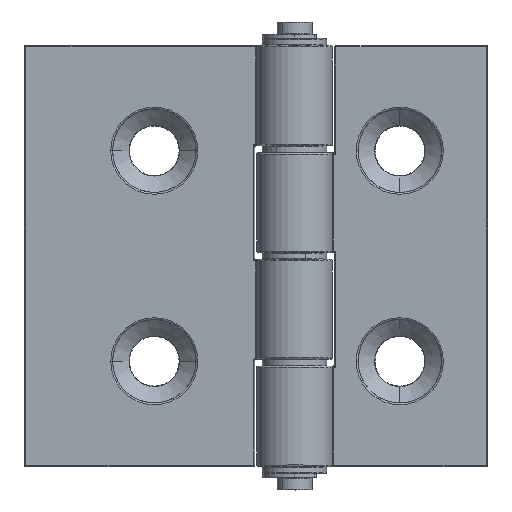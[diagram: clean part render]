
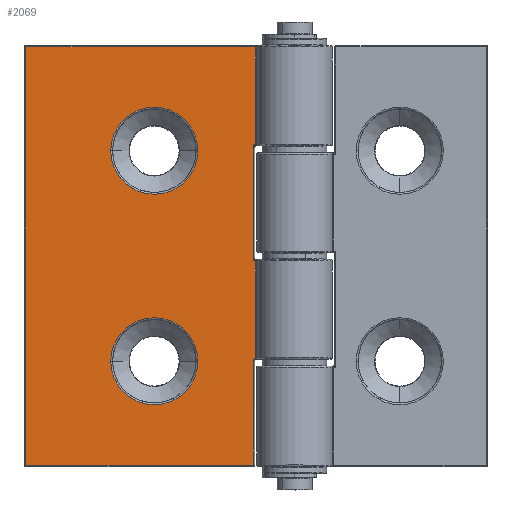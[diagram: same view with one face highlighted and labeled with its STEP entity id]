
A CAD part, top view. The second image highlights one B-rep face of the part: STEP entity #2069.
In plain terms, the highlighted planar face has unit normal (0, 0, 1).
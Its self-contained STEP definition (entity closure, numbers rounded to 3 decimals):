
#1451 = VERTEX_POINT ( 'NONE', #5812 ) ;
#1460 = VERTEX_POINT ( 'NONE', #5870 ) ;
#1510 = VERTEX_POINT ( 'NONE', #5962 ) ;
#1512 = EDGE_CURVE ( 'NONE', #1510, #1525, #5945, .T. ) ;
#1525 = VERTEX_POINT ( 'NONE', #6031 ) ;
#1526 = EDGE_CURVE ( 'NONE', #1460, #1451, #5978, .T. ) ;
#1617 = VERTEX_POINT ( 'NONE', #6171 ) ;
#1985 = EDGE_LOOP ( 'NONE', ( #1987, #1991, #2048, #2050, #1989, #2047, #2031, #2035, #2039, #2034, #2033 ) ) ;
#1986 = VERTEX_POINT ( 'NONE', #6903 ) ;
#1987 = ORIENTED_EDGE ( 'NONE', *, *, #2064, .T. ) ;
#1988 = VERTEX_POINT ( 'NONE', #6902 ) ;
#1989 = ORIENTED_EDGE ( 'NONE', *, *, #2051, .F. ) ;
#1990 = VERTEX_POINT ( 'NONE', #6915 ) ;
#1991 = ORIENTED_EDGE ( 'NONE', *, *, #2061, .T. ) ;
#2031 = ORIENTED_EDGE ( 'NONE', *, *, #2055, .T. ) ;
#2032 = EDGE_CURVE ( 'NONE', #2058, #2057, #6962, .T. ) ;
#2033 = ORIENTED_EDGE ( 'NONE', *, *, #2042, .T. ) ;
#2034 = ORIENTED_EDGE ( 'NONE', *, *, #2040, .T. ) ;
#2035 = ORIENTED_EDGE ( 'NONE', *, *, #2032, .T. ) ;
#2036 = EDGE_CURVE ( 'NONE', #2057, #2053, #7015, .T. ) ;
#2038 = EDGE_LOOP ( 'NONE', ( #2045, #2046 ) ) ;
#2039 = ORIENTED_EDGE ( 'NONE', *, *, #2036, .T. ) ;
#2040 = EDGE_CURVE ( 'NONE', #2053, #1617, #6968, .T. ) ;
#2041 = EDGE_CURVE ( 'NONE', #1525, #1510, #7008, .T. ) ;
#2042 = EDGE_CURVE ( 'NONE', #1617, #2067, #6998, .T. ) ;
#2043 = EDGE_CURVE ( 'NONE', #1451, #1460, #7005, .T. ) ;
#2045 = ORIENTED_EDGE ( 'NONE', *, *, #1512, .T. ) ;
#2046 = ORIENTED_EDGE ( 'NONE', *, *, #2041, .T. ) ;
#2047 = ORIENTED_EDGE ( 'NONE', *, *, #2054, .T. ) ;
#2048 = ORIENTED_EDGE ( 'NONE', *, *, #2059, .T. ) ;
#2049 = EDGE_CURVE ( 'NONE', #1990, #1986, #7039, .T. ) ;
#2050 = ORIENTED_EDGE ( 'NONE', *, *, #2049, .F. ) ;
#2051 = EDGE_CURVE ( 'NONE', #1988, #1990, #7023, .T. ) ;
#2052 = VERTEX_POINT ( 'NONE', #7025 ) ;
#2053 = VERTEX_POINT ( 'NONE', #7038 ) ;
#2054 = EDGE_CURVE ( 'NONE', #1988, #2052, #7037, .T. ) ;
#2055 = EDGE_CURVE ( 'NONE', #2052, #2058, #7073, .T. ) ;
#2057 = VERTEX_POINT ( 'NONE', #7068 ) ;
#2058 = VERTEX_POINT ( 'NONE', #7067 ) ;
#2059 = EDGE_CURVE ( 'NONE', #2063, #1986, #7059, .T. ) ;
#2061 = EDGE_CURVE ( 'NONE', #2068, #2063, #7060, .T. ) ;
#2063 = VERTEX_POINT ( 'NONE', #7063 ) ;
#2064 = EDGE_CURVE ( 'NONE', #2067, #2068, #7050, .T. ) ;
#2066 = EDGE_LOOP ( 'NONE', ( #2106, #2107 ) ) ;
#2067 = VERTEX_POINT ( 'NONE', #7040 ) ;
#2068 = VERTEX_POINT ( 'NONE', #7051 ) ;
#2069 = ADVANCED_FACE ( 'NONE', ( #7105, #7047, #7107 ), #7106, .F. ) ;
#2106 = ORIENTED_EDGE ( 'NONE', *, *, #1526, .T. ) ;
#2107 = ORIENTED_EDGE ( 'NONE', *, *, #2043, .T. ) ;
#5812 = CARTESIAN_POINT ( 'NONE',  ( -19.2, 15., 5.2 ) ) ;
#5870 = CARTESIAN_POINT ( 'NONE',  ( -31.6, 15., 5.2 ) ) ;
#5944 = AXIS2_PLACEMENT_3D ( 'NONE', #5952, #6004, #6003 ) ;
#5945 = CIRCLE ( 'NONE', #5944, 6.2 ) ;
#5952 = CARTESIAN_POINT ( 'NONE',  ( -25.4, 45., 5.2 ) ) ;
#5962 = CARTESIAN_POINT ( 'NONE',  ( -31.6, 45., 5.2 ) ) ;
#5978 = CIRCLE ( 'NONE', #5985, 6.2 ) ;
#5985 = AXIS2_PLACEMENT_3D ( 'NONE', #6024, #6023, #6022 ) ;
#6003 = DIRECTION ( 'NONE',  ( -1., 0., 0. ) ) ;
#6004 = DIRECTION ( 'NONE',  ( 0., 0., -1. ) ) ;
#6022 = DIRECTION ( 'NONE',  ( -1., 0., 0. ) ) ;
#6023 = DIRECTION ( 'NONE',  ( 0., 0., -1. ) ) ;
#6024 = CARTESIAN_POINT ( 'NONE',  ( -25.4, 15., 5.2 ) ) ;
#6031 = CARTESIAN_POINT ( 'NONE',  ( -19.2, 45., 5.2 ) ) ;
#6171 = CARTESIAN_POINT ( 'NONE',  ( -10.978, 59.8, 5.2 ) ) ;
#6902 = CARTESIAN_POINT ( 'NONE',  ( -10.978, 15.5, 5.2 ) ) ;
#6903 = CARTESIAN_POINT ( 'NONE',  ( -11.3, 15.1, 5.2 ) ) ;
#6915 = CARTESIAN_POINT ( 'NONE',  ( -11.198, 15.262, 5.2 ) ) ;
#6927 = CARTESIAN_POINT ( 'NONE',  ( -25.4, 45., 5.2 ) ) ;
#6962 = LINE ( 'NONE', #7012, #7011 ) ;
#6967 = CARTESIAN_POINT ( 'NONE',  ( -10.978, 60., 5.2 ) ) ;
#6968 = LINE ( 'NONE', #6967, #7004 ) ;
#6985 = DIRECTION ( 'NONE',  ( -1., 0., 0. ) ) ;
#6986 = DIRECTION ( 'NONE',  ( 0., 0., -1. ) ) ;
#6991 = DIRECTION ( 'NONE',  ( -1., 0., 0. ) ) ;
#6992 = VECTOR ( 'NONE', #6991, 1000. ) ;
#6995 = DIRECTION ( 'NONE',  ( -1., 0., 0. ) ) ;
#6996 = DIRECTION ( 'NONE',  ( 0., 0., -1. ) ) ;
#6997 = CARTESIAN_POINT ( 'NONE',  ( -43.9, 59.8, 5.2 ) ) ;
#6998 = LINE ( 'NONE', #6997, #6992 ) ;
#7000 = CARTESIAN_POINT ( 'NONE',  ( -25.4, 15., 5.2 ) ) ;
#7003 = DIRECTION ( 'NONE',  ( 0., 1., 0. ) ) ;
#7004 = VECTOR ( 'NONE', #7003, 1000. ) ;
#7005 = CIRCLE ( 'NONE', #7007, 6.2 ) ;
#7006 = VECTOR ( 'NONE', #7013, 1000. ) ;
#7007 = AXIS2_PLACEMENT_3D ( 'NONE', #7000, #6986, #6985 ) ;
#7008 = CIRCLE ( 'NONE', #7009, 6.2 ) ;
#7009 = AXIS2_PLACEMENT_3D ( 'NONE', #6927, #6996, #6995 ) ;
#7010 = DIRECTION ( 'NONE',  ( 0., 1., 0. ) ) ;
#7011 = VECTOR ( 'NONE', #7010, 1000. ) ;
#7012 = CARTESIAN_POINT ( 'NONE',  ( -11.3, 60., 5.2 ) ) ;
#7013 = DIRECTION ( 'NONE',  ( 1., 0., 0. ) ) ;
#7014 = CARTESIAN_POINT ( 'NONE',  ( -43.9, 45.9, 5.2 ) ) ;
#7015 = LINE ( 'NONE', #7014, #7006 ) ;
#7016 = CARTESIAN_POINT ( 'NONE',  ( -11.175, 15.277, 5.2 ) ) ;
#7017 = CARTESIAN_POINT ( 'NONE',  ( -11.152, 15.289, 5.2 ) ) ;
#7018 = CARTESIAN_POINT ( 'NONE',  ( -11.11, 15.31, 5.2 ) ) ;
#7019 = CARTESIAN_POINT ( 'NONE',  ( -11.084, 15.324, 5.2 ) ) ;
#7020 = CARTESIAN_POINT ( 'NONE',  ( -11.015, 15.375, 5.2 ) ) ;
#7021 = CARTESIAN_POINT ( 'NONE',  ( -10.978, 15.422, 5.2 ) ) ;
#7022 = CARTESIAN_POINT ( 'NONE',  ( -10.978, 15.5, 5.2 ) ) ;
#7023 = B_SPLINE_CURVE_WITH_KNOTS ( 'NONE', 3,
 ( #7022, #7021, #7020, #7019, #7018, #7017, #7016, #7076, #7075 ),
 .UNSPECIFIED., .F., .F.,
 ( 4, 2, 2, 1, 4 ),
 ( 0., 0.5, 0.75, 0.94, 1. ),
 .UNSPECIFIED. ) ;
#7024 = DIRECTION ( 'NONE',  ( 0., 0., -1. ) ) ;
#7025 = CARTESIAN_POINT ( 'NONE',  ( -10.978, 29.3, 5.2 ) ) ;
#7026 = CARTESIAN_POINT ( 'NONE',  ( -11.3, 15.1, 5.2 ) ) ;
#7027 = CARTESIAN_POINT ( 'NONE',  ( -11.3, 15.128, 5.2 ) ) ;
#7028 = CARTESIAN_POINT ( 'NONE',  ( -11.292, 15.156, 5.2 ) ) ;
#7029 = CARTESIAN_POINT ( 'NONE',  ( -11.267, 15.197, 5.2 ) ) ;
#7030 = CARTESIAN_POINT ( 'NONE',  ( -11.257, 15.21, 5.2 ) ) ;
#7031 = CARTESIAN_POINT ( 'NONE',  ( -11.234, 15.233, 5.2 ) ) ;
#7032 = CARTESIAN_POINT ( 'NONE',  ( -11.219, 15.246, 5.2 ) ) ;
#7033 = CARTESIAN_POINT ( 'NONE',  ( -11.202, 15.259, 5.2 ) ) ;
#7034 = CARTESIAN_POINT ( 'NONE',  ( -11.198, 15.262, 5.2 ) ) ;
#7035 = VECTOR ( 'NONE', #7074, 1000. ) ;
#7036 = CARTESIAN_POINT ( 'NONE',  ( -10.978, 60., 5.2 ) ) ;
#7037 = LINE ( 'NONE', #7036, #7035 ) ;
#7038 = CARTESIAN_POINT ( 'NONE',  ( -10.978, 45.9, 5.2 ) ) ;
#7039 = B_SPLINE_CURVE_WITH_KNOTS ( 'NONE', 3,
 ( #7034, #7033, #7032, #7031, #7030, #7029, #7028, #7027, #7026 ),
 .UNSPECIFIED., .F., .F.,
 ( 4, 1, 2, 2, 4 ),
 ( 0., 0.06, 0.25, 0.5, 1. ),
 .UNSPECIFIED. ) ;
#7040 = CARTESIAN_POINT ( 'NONE',  ( -43.7, 59.8, 5.2 ) ) ;
#7045 = DIRECTION ( 'NONE',  ( 0., -1., 0. ) ) ;
#7046 = VECTOR ( 'NONE', #7045, 1000. ) ;
#7047 = FACE_BOUND ( 'NONE', #2038, .T. ) ;
#7048 = AXIS2_PLACEMENT_3D ( 'NONE', #7062, #7024, #7101 ) ;
#7049 = CARTESIAN_POINT ( 'NONE',  ( -43.7, 60., 5.2 ) ) ;
#7050 = LINE ( 'NONE', #7049, #7046 ) ;
#7051 = CARTESIAN_POINT ( 'NONE',  ( -43.7, 0.2, 5.2 ) ) ;
#7052 = DIRECTION ( 'NONE',  ( 1., 0., 0. ) ) ;
#7053 = VECTOR ( 'NONE', #7052, 1000. ) ;
#7054 = CARTESIAN_POINT ( 'NONE',  ( -43.9, 0.2, 5.2 ) ) ;
#7056 = DIRECTION ( 'NONE',  ( 0., 1., 0. ) ) ;
#7057 = VECTOR ( 'NONE', #7056, 1000. ) ;
#7058 = CARTESIAN_POINT ( 'NONE',  ( -11.3, 60., 5.2 ) ) ;
#7059 = LINE ( 'NONE', #7058, #7057 ) ;
#7060 = LINE ( 'NONE', #7054, #7053 ) ;
#7062 = CARTESIAN_POINT ( 'NONE',  ( -43.9, 60., 5.2 ) ) ;
#7063 = CARTESIAN_POINT ( 'NONE',  ( -11.3, 0.2, 5.2 ) ) ;
#7067 = CARTESIAN_POINT ( 'NONE',  ( -11.3, 29.3, 5.2 ) ) ;
#7068 = CARTESIAN_POINT ( 'NONE',  ( -11.3, 45.9, 5.2 ) ) ;
#7070 = DIRECTION ( 'NONE',  ( -1., 0., 0. ) ) ;
#7071 = VECTOR ( 'NONE', #7070, 1000. ) ;
#7072 = CARTESIAN_POINT ( 'NONE',  ( -43.9, 29.3, 5.2 ) ) ;
#7073 = LINE ( 'NONE', #7072, #7071 ) ;
#7074 = DIRECTION ( 'NONE',  ( 0., 1., 0. ) ) ;
#7075 = CARTESIAN_POINT ( 'NONE',  ( -11.198, 15.262, 5.2 ) ) ;
#7076 = CARTESIAN_POINT ( 'NONE',  ( -11.194, 15.265, 5.2 ) ) ;
#7101 = DIRECTION ( 'NONE',  ( -1., 0., 0. ) ) ;
#7105 = FACE_OUTER_BOUND ( 'NONE', #1985, .T. ) ;
#7106 = PLANE ( 'NONE',  #7048 ) ;
#7107 = FACE_BOUND ( 'NONE', #2066, .T. ) ;
